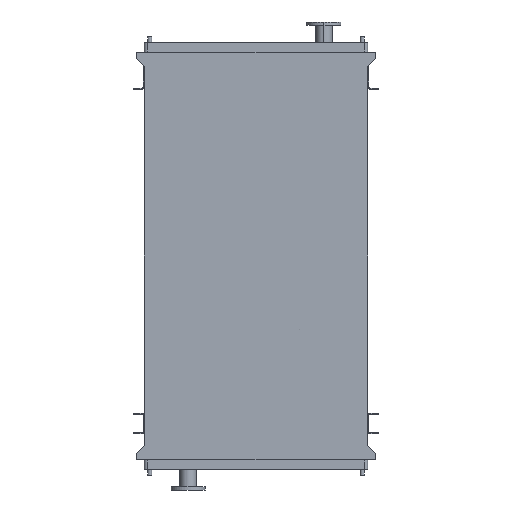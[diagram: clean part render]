
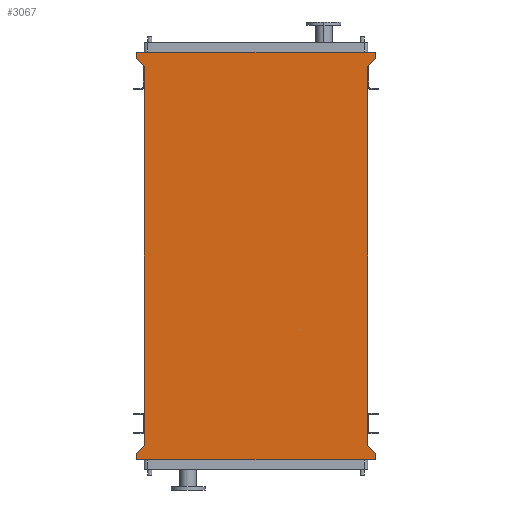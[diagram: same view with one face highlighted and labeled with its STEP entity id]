
A CAD part, front view. The second image highlights one B-rep face of the part: STEP entity #3067.
In plain terms, the highlighted planar face has unit normal (0, -1, 0).
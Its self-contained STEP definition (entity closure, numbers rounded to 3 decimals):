
#4 = CARTESIAN_POINT ( 'NONE',  ( 725., 0., -2450. ) ) ;
#61 = ORIENTED_EDGE ( 'NONE', *, *, #3518, .F. ) ;
#70 = LINE ( 'NONE', #14594, #9149 ) ;
#248 = LINE ( 'NONE', #13809, #8686 ) ;
#754 = CARTESIAN_POINT ( 'NONE',  ( -771., 0., 53. ) ) ;
#786 = CARTESIAN_POINT ( 'NONE',  ( 771., 0., 95. ) ) ;
#862 = DIRECTION ( 'NONE',  ( 0., 0., 1. ) ) ;
#872 = ORIENTED_EDGE ( 'NONE', *, *, #4915, .F. ) ;
#1237 = EDGE_CURVE ( 'NONE', #3683, #7442, #8873, .T. ) ;
#1319 = DIRECTION ( 'NONE',  ( 0., 0., 1. ) ) ;
#1402 = VERTEX_POINT ( 'NONE', #754 ) ;
#1476 = LINE ( 'NONE', #7860, #3698 ) ;
#1612 = ORIENTED_EDGE ( 'NONE', *, *, #8741, .F. ) ;
#1618 = PLANE ( 'NONE',  #11382 ) ;
#2113 = DIRECTION ( 'NONE',  ( 0., 0., -1. ) ) ;
#2228 = ORIENTED_EDGE ( 'NONE', *, *, #7216, .F. ) ;
#2271 = CARTESIAN_POINT ( 'NONE',  ( -771., 0., 95. ) ) ;
#2288 = CARTESIAN_POINT ( 'NONE',  ( -771., 0., -2545. ) ) ;
#2307 = LINE ( 'NONE', #15474, #7867 ) ;
#2322 = CARTESIAN_POINT ( 'NONE',  ( 771., 0., -2503. ) ) ;
#2621 = DIRECTION ( 'NONE',  ( -0.655, 0., -0.755 ) ) ;
#2668 = EDGE_CURVE ( 'NONE', #4743, #7712, #5324, .T. ) ;
#2682 = CARTESIAN_POINT ( 'NONE',  ( 771., 0., 53. ) ) ;
#2698 = ORIENTED_EDGE ( 'NONE', *, *, #1237, .T. ) ;
#2766 = CARTESIAN_POINT ( 'NONE',  ( -725., 0., 0. ) ) ;
#3067 = ADVANCED_FACE ( 'NONE', ( #13765 ), #1618, .T. ) ;
#3147 = ORIENTED_EDGE ( 'NONE', *, *, #6723, .F. ) ;
#3193 = LINE ( 'NONE', #13898, #11646 ) ;
#3518 = EDGE_CURVE ( 'NONE', #6361, #8060, #3193, .T. ) ;
#3683 = VERTEX_POINT ( 'NONE', #4 ) ;
#3698 = VECTOR ( 'NONE', #1319, 1000. ) ;
#3823 = CARTESIAN_POINT ( 'NONE',  ( 771., 0., 53. ) ) ;
#3944 = VERTEX_POINT ( 'NONE', #786 ) ;
#4065 = DIRECTION ( 'NONE',  ( 0.655, 0., -0.755 ) ) ;
#4285 = VECTOR ( 'NONE', #7146, 1000. ) ;
#4612 = CARTESIAN_POINT ( 'NONE',  ( -725., 0., -2450. ) ) ;
#4743 = VERTEX_POINT ( 'NONE', #2322 ) ;
#4915 = EDGE_CURVE ( 'NONE', #7604, #9674, #2307, .T. ) ;
#5065 = ORIENTED_EDGE ( 'NONE', *, *, #14564, .F. ) ;
#5110 = CARTESIAN_POINT ( 'NONE',  ( 771., 0., -2503. ) ) ;
#5324 = LINE ( 'NONE', #15061, #9080 ) ;
#5574 = CARTESIAN_POINT ( 'NONE',  ( 725., 0., 0. ) ) ;
#6141 = DIRECTION ( 'NONE',  ( 0., 0., -1. ) ) ;
#6361 = VERTEX_POINT ( 'NONE', #2288 ) ;
#6462 = EDGE_LOOP ( 'NONE', ( #2698, #2228, #10667, #3147, #11912, #12566, #872, #7124, #61, #1612, #7409, #5065 ) ) ;
#6497 = CARTESIAN_POINT ( 'NONE',  ( -725., 0., -2450. ) ) ;
#6498 = VECTOR ( 'NONE', #7591, 1000. ) ;
#6723 = EDGE_CURVE ( 'NONE', #14544, #3944, #6977, .T. ) ;
#6730 = EDGE_CURVE ( 'NONE', #8060, #7604, #15365, .T. ) ;
#6977 = LINE ( 'NONE', #2271, #4285 ) ;
#7047 = EDGE_CURVE ( 'NONE', #3944, #12276, #70, .T. ) ;
#7124 = ORIENTED_EDGE ( 'NONE', *, *, #6730, .F. ) ;
#7146 = DIRECTION ( 'NONE',  ( 1., 0., 0. ) ) ;
#7216 = EDGE_CURVE ( 'NONE', #12276, #7442, #9893, .T. ) ;
#7409 = ORIENTED_EDGE ( 'NONE', *, *, #2668, .F. ) ;
#7442 = VERTEX_POINT ( 'NONE', #5574 ) ;
#7591 = DIRECTION ( 'NONE',  ( 0., 0., 1. ) ) ;
#7604 = VERTEX_POINT ( 'NONE', #4612 ) ;
#7621 = VECTOR ( 'NONE', #2621, 1000. ) ;
#7712 = VERTEX_POINT ( 'NONE', #9157 ) ;
#7860 = CARTESIAN_POINT ( 'NONE',  ( -771., 0., 53. ) ) ;
#7867 = VECTOR ( 'NONE', #862, 1000. ) ;
#8060 = VERTEX_POINT ( 'NONE', #10172 ) ;
#8686 = VECTOR ( 'NONE', #9988, 1000. ) ;
#8741 = EDGE_CURVE ( 'NONE', #7712, #6361, #248, .T. ) ;
#8873 = LINE ( 'NONE', #10141, #6498 ) ;
#9080 = VECTOR ( 'NONE', #2113, 1000. ) ;
#9149 = VECTOR ( 'NONE', #6141, 1000. ) ;
#9157 = CARTESIAN_POINT ( 'NONE',  ( 771., 0., -2545. ) ) ;
#9674 = VERTEX_POINT ( 'NONE', #13574 ) ;
#9893 = LINE ( 'NONE', #3823, #7621 ) ;
#9988 = DIRECTION ( 'NONE',  ( -1., 0., 0. ) ) ;
#10141 = CARTESIAN_POINT ( 'NONE',  ( 725., 0., -2450. ) ) ;
#10172 = CARTESIAN_POINT ( 'NONE',  ( -771., 0., -2503. ) ) ;
#10410 = DIRECTION ( 'NONE',  ( 0., -1., 0. ) ) ;
#10452 = EDGE_CURVE ( 'NONE', #1402, #14544, #1476, .T. ) ;
#10546 = DIRECTION ( 'NONE',  ( 0., 0., 1. ) ) ;
#10561 = DIRECTION ( 'NONE',  ( 0., 0., -1. ) ) ;
#10572 = DIRECTION ( 'NONE',  ( 0.655, 0., 0.755 ) ) ;
#10634 = VECTOR ( 'NONE', #11307, 1000. ) ;
#10667 = ORIENTED_EDGE ( 'NONE', *, *, #7047, .F. ) ;
#11307 = DIRECTION ( 'NONE',  ( -0.655, 0., 0.755 ) ) ;
#11382 = AXIS2_PLACEMENT_3D ( 'NONE', #6497, #10410, #10561 ) ;
#11646 = VECTOR ( 'NONE', #10546, 1000. ) ;
#11912 = ORIENTED_EDGE ( 'NONE', *, *, #10452, .F. ) ;
#12014 = CARTESIAN_POINT ( 'NONE',  ( -725., 0., -2450. ) ) ;
#12193 = VECTOR ( 'NONE', #10572, 1000. ) ;
#12260 = EDGE_CURVE ( 'NONE', #9674, #1402, #13697, .T. ) ;
#12276 = VERTEX_POINT ( 'NONE', #2682 ) ;
#12566 = ORIENTED_EDGE ( 'NONE', *, *, #12260, .F. ) ;
#13567 = CARTESIAN_POINT ( 'NONE',  ( -771., 0., 95. ) ) ;
#13574 = CARTESIAN_POINT ( 'NONE',  ( -725., 0., 0. ) ) ;
#13697 = LINE ( 'NONE', #2766, #10634 ) ;
#13765 = FACE_OUTER_BOUND ( 'NONE', #6462, .T. ) ;
#13809 = CARTESIAN_POINT ( 'NONE',  ( -771., 0., -2545. ) ) ;
#13898 = CARTESIAN_POINT ( 'NONE',  ( -771., 0., -2503. ) ) ;
#14268 = VECTOR ( 'NONE', #4065, 1000. ) ;
#14544 = VERTEX_POINT ( 'NONE', #13567 ) ;
#14564 = EDGE_CURVE ( 'NONE', #3683, #4743, #15002, .T. ) ;
#14594 = CARTESIAN_POINT ( 'NONE',  ( 771., 0., 95. ) ) ;
#15002 = LINE ( 'NONE', #5110, #14268 ) ;
#15061 = CARTESIAN_POINT ( 'NONE',  ( 771., 0., -2545. ) ) ;
#15365 = LINE ( 'NONE', #12014, #12193 ) ;
#15474 = CARTESIAN_POINT ( 'NONE',  ( -725., 0., -2450. ) ) ;
